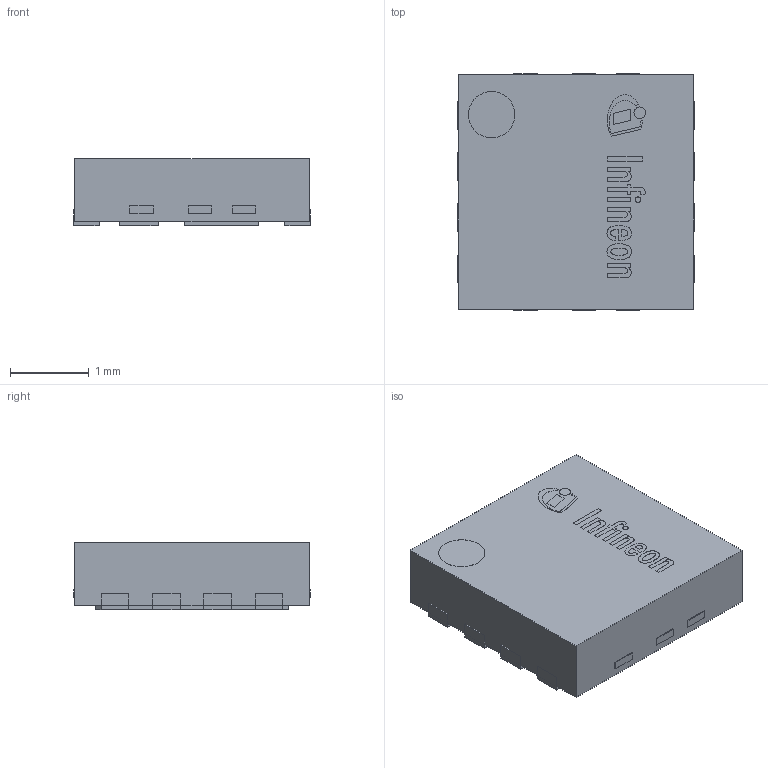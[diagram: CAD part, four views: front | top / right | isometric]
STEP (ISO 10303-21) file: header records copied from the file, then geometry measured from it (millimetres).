
FILE_DESCRIPTION(/* description */ (''),/* implementation_level */ '2;1');
FILE_NAME(/* name */ '1.stp',/* time_stamp */ '2024-05-22T17:27:54+05:30',/* author */ ('sivamani'),/* organization */ (''),/* preprocessor_version */ 'ST-DEVELOPER v19.2',/* originating_system */ 'AutoCAD Mechanical',/* authorisation */ '');
FILE_SCHEMA (('AUTOMOTIVE_DESIGN { 1 0 10303 214 3 1 1 }','INTEGRATED_CNC_SCHEMA'));
Length unit declared in the file: millimetre
Products named in the file (1): Product
Bounding box: 3 x 3 x 0.85 mm (x, y, z)
Surface area: 42.5 mm2
Topology: 30 solids, 30 shells, 311 faces, 750 edges, 500 vertices
Faces by surface type: plane 193, cylinder 118
Full cylindrical faces by diameter (mm): 0.071 x1, 0.146 x1, 0.59 x2
Entity records: 9128 total; most frequent: DIRECTION 1610, CARTESIAN_POINT 1562, ORIENTED_EDGE 1500, EDGE_CURVE 750, AXIS2_PLACEMENT_3D 548, LINE 514, VECTOR 514, VERTEX_POINT 500
